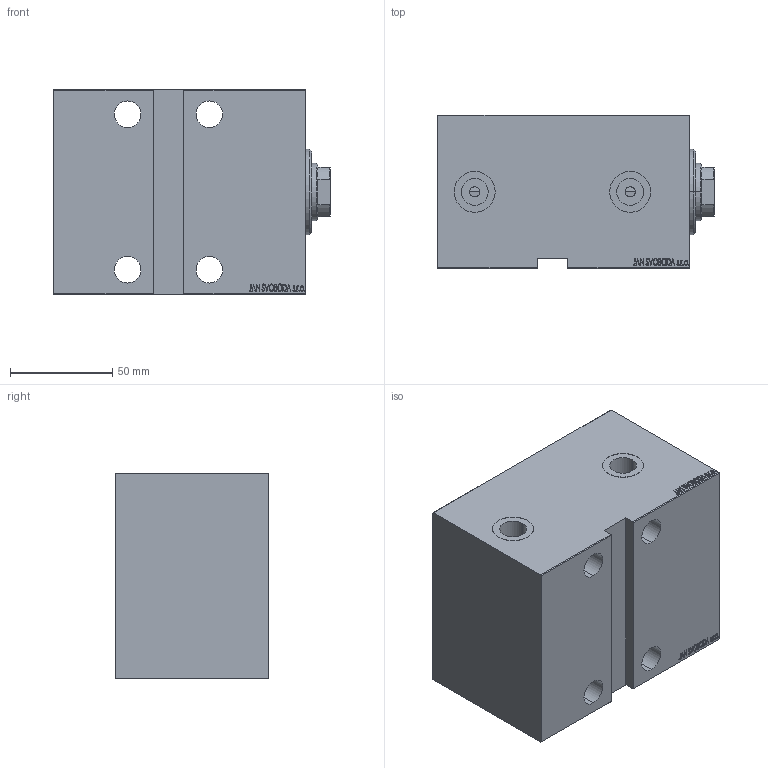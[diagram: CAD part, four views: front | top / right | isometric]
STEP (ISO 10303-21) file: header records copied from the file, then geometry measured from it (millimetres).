
FILE_DESCRIPTION (( 'STEP AP203' ), '1' );
FILE_NAME ('aab6.STEP', '2024-07-12T07:33:23', ( '' ), ( '' ), 'SwSTEP 2.0', 'SolidWorks 2019', '' );
FILE_SCHEMA (( 'CONFIG_CONTROL_DESIGN' ));
Length unit declared in the file: millimetre
Products named in the file (4): aab6; V450CM_VC_B f1df10b15a8958a10f91f93e52824e83; V450CM_E_VCP f1df10b15a8958a10f91f93e52824e83; V450CM_E_Body f1df10b15a8958a10f91f93e52824e83
Assembly tree (3 placements, depth 2):
  aab6
    V450CM_E_Body f1df10b15a8958a10f91f93e52824e83
    V450CM_E_VCP f1df10b15a8958a10f91f93e52824e83
    V450CM_VC_B f1df10b15a8958a10f91f93e52824e83
Bounding box: 135 x 75 x 100 mm (x, y, z)
Volume: 794502.8 mm3; surface area: 119161.5 mm2
Topology: 3 solids, 3 shells, 856 faces, 2204 edges, 1461 vertices
Faces by surface type: plane 410, bspline 380, cylinder 52, cone 14
Entity records: 43280 total; most frequent: CARTESIAN_POINT 24513, ORIENTED_EDGE 4404, DIRECTION 2510, EDGE_CURVE 2202, VERTEX_POINT 1461, VECTOR 1314, LINE 1314, EDGE_LOOP 979
